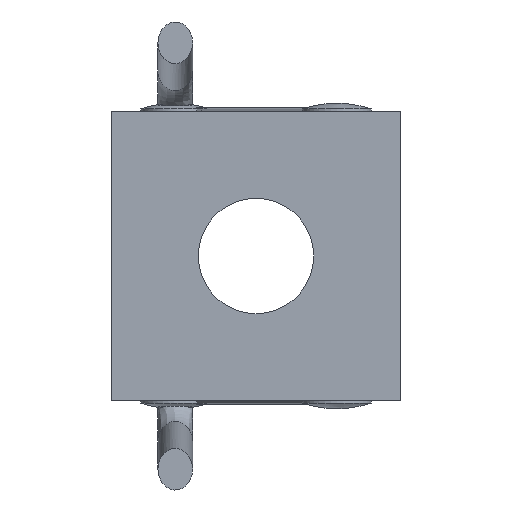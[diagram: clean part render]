
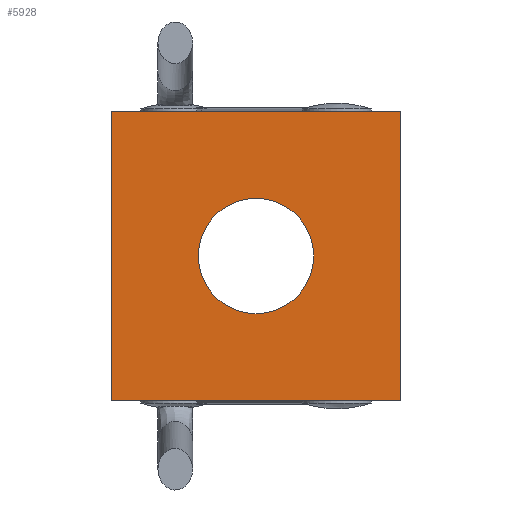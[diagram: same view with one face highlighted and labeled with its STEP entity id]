
A CAD part, front view. The second image highlights one B-rep face of the part: STEP entity #5928.
In plain terms, the highlighted planar face has unit normal (0, -1, 0).
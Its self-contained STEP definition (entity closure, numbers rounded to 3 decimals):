
#64 = CARTESIAN_POINT ( 'NONE',  ( 2.5, -0.51, 2.5 ) ) ;
#99 = EDGE_LOOP ( 'NONE', ( #1708, #2187 ) ) ;
#543 = CIRCLE ( 'NONE', #14981, 1. ) ;
#1466 = EDGE_CURVE ( 'NONE', #2891, #13862, #543, .T. ) ;
#1708 = ORIENTED_EDGE ( 'NONE', *, *, #15701, .T. ) ;
#2176 = EDGE_CURVE ( 'NONE', #5989, #4453, #7899, .T. ) ;
#2187 = ORIENTED_EDGE ( 'NONE', *, *, #1466, .T. ) ;
#2515 = CARTESIAN_POINT ( 'NONE',  ( 0., -0.51, 0. ) ) ;
#2891 = VERTEX_POINT ( 'NONE', #11373 ) ;
#3679 = CARTESIAN_POINT ( 'NONE',  ( 2.5, -0.51, -2.5 ) ) ;
#3741 = AXIS2_PLACEMENT_3D ( 'NONE', #5539, #15777, #7011 ) ;
#3827 = DIRECTION ( 'NONE',  ( 0., 1., 0. ) ) ;
#3973 = DIRECTION ( 'NONE',  ( 0., 0., 1. ) ) ;
#4453 = VERTEX_POINT ( 'NONE', #9581 ) ;
#4917 = ORIENTED_EDGE ( 'NONE', *, *, #12381, .T. ) ;
#5539 = CARTESIAN_POINT ( 'NONE',  ( 0., -0.51, 0. ) ) ;
#5759 = CARTESIAN_POINT ( 'NONE',  ( -2.5, -0.51, 2.5 ) ) ;
#5928 = ADVANCED_FACE ( 'NONE', ( #17759, #13887 ), #6834, .F. ) ;
#5989 = VERTEX_POINT ( 'NONE', #14415 ) ;
#6793 = ORIENTED_EDGE ( 'NONE', *, *, #10270, .T. ) ;
#6834 = PLANE ( 'NONE',  #11960 ) ;
#7011 = DIRECTION ( 'NONE',  ( 0., 0., 1. ) ) ;
#7647 = ORIENTED_EDGE ( 'NONE', *, *, #2176, .T. ) ;
#7660 = LINE ( 'NONE', #64, #18887 ) ;
#7681 = EDGE_LOOP ( 'NONE', ( #7647, #4917, #6793, #8489 ) ) ;
#7899 = LINE ( 'NONE', #5759, #11837 ) ;
#8187 = VECTOR ( 'NONE', #13724, 1000. ) ;
#8489 = ORIENTED_EDGE ( 'NONE', *, *, #12341, .T. ) ;
#8669 = VECTOR ( 'NONE', #17980, 1000. ) ;
#8753 = VERTEX_POINT ( 'NONE', #3679 ) ;
#9126 = LINE ( 'NONE', #9227, #8669 ) ;
#9227 = CARTESIAN_POINT ( 'NONE',  ( 2.5, -0.51, 2.5 ) ) ;
#9581 = CARTESIAN_POINT ( 'NONE',  ( -2.5, -0.51, -2.5 ) ) ;
#10270 = EDGE_CURVE ( 'NONE', #8753, #10298, #7660, .T. ) ;
#10298 = VERTEX_POINT ( 'NONE', #14836 ) ;
#11373 = CARTESIAN_POINT ( 'NONE',  ( 0., -0.51, 1. ) ) ;
#11837 = VECTOR ( 'NONE', #14546, 1000. ) ;
#11960 = AXIS2_PLACEMENT_3D ( 'NONE', #2515, #12767, #3973 ) ;
#12237 = CARTESIAN_POINT ( 'NONE',  ( 2.5, -0.51, -2.5 ) ) ;
#12341 = EDGE_CURVE ( 'NONE', #10298, #5989, #9126, .T. ) ;
#12381 = EDGE_CURVE ( 'NONE', #4453, #8753, #15986, .T. ) ;
#12595 = CARTESIAN_POINT ( 'NONE',  ( 0., -0.51, 0. ) ) ;
#12767 = DIRECTION ( 'NONE',  ( 0., 1., 0. ) ) ;
#13724 = DIRECTION ( 'NONE',  ( 1., 0., 0. ) ) ;
#13862 = VERTEX_POINT ( 'NONE', #18062 ) ;
#13887 = FACE_OUTER_BOUND ( 'NONE', #7681, .T. ) ;
#14073 = DIRECTION ( 'NONE',  ( 0., 0., 1. ) ) ;
#14415 = CARTESIAN_POINT ( 'NONE',  ( -2.5, -0.51, 2.5 ) ) ;
#14546 = DIRECTION ( 'NONE',  ( 0., 0., -1. ) ) ;
#14836 = CARTESIAN_POINT ( 'NONE',  ( 2.5, -0.51, 2.5 ) ) ;
#14981 = AXIS2_PLACEMENT_3D ( 'NONE', #12595, #3827, #14073 ) ;
#15701 = EDGE_CURVE ( 'NONE', #13862, #2891, #18873, .T. ) ;
#15777 = DIRECTION ( 'NONE',  ( 0., 1., 0. ) ) ;
#15986 = LINE ( 'NONE', #12237, #8187 ) ;
#16217 = DIRECTION ( 'NONE',  ( 0., 0., 1. ) ) ;
#17759 = FACE_BOUND ( 'NONE', #99, .T. ) ;
#17980 = DIRECTION ( 'NONE',  ( -1., 0., 0. ) ) ;
#18062 = CARTESIAN_POINT ( 'NONE',  ( 0., -0.51, -1. ) ) ;
#18873 = CIRCLE ( 'NONE', #3741, 1. ) ;
#18887 = VECTOR ( 'NONE', #16217, 1000. ) ;
